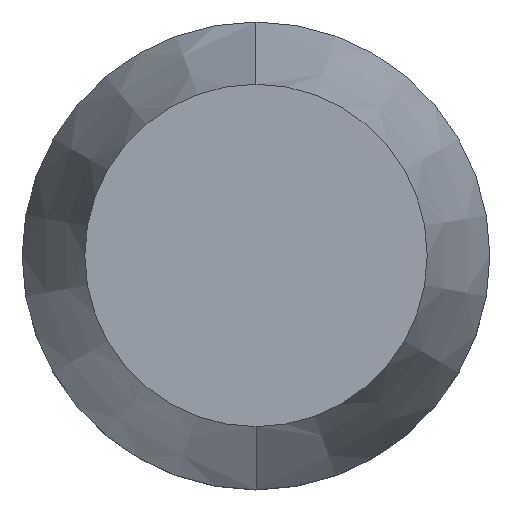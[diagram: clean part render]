
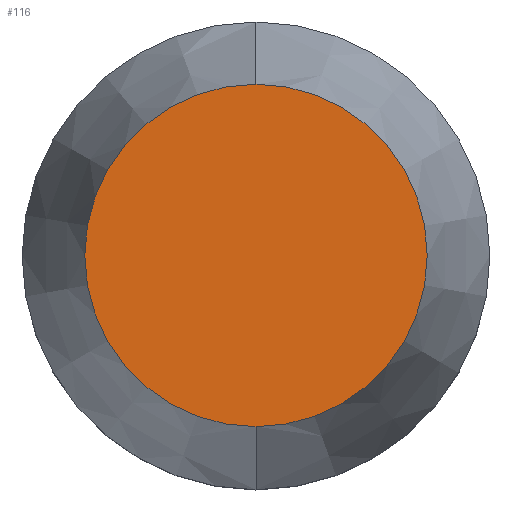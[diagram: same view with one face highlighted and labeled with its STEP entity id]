
A CAD part, top view. The second image highlights one B-rep face of the part: STEP entity #116.
In plain terms, the highlighted planar face has unit normal (0, 0, 1).
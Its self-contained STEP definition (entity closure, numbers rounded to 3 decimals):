
#68=EDGE_CURVE('',#146,#126,#172,.T.);
#106=EDGE_CURVE('',#126,#146,#216,.T.);
#116=ADVANCED_FACE('',(#227),#228,.T.);
#126=VERTEX_POINT('',#240);
#146=VERTEX_POINT('',#261);
#172=CIRCLE('',#279,5.856);
#216=CIRCLE('',#339,5.856);
#227=FACE_OUTER_BOUND('',#351,.T.);
#228=PLANE('',#352);
#240=CARTESIAN_POINT('',(0.,-5.856,13.0));
#261=CARTESIAN_POINT('',(0.,5.856,13.0));
#279=AXIS2_PLACEMENT_3D('',#405,#406,#407);
#339=AXIS2_PLACEMENT_3D('',#476,#477,#478);
#351=EDGE_LOOP('',(#491,#492));
#352=AXIS2_PLACEMENT_3D('',#493,#494,#495);
#405=CARTESIAN_POINT('',(0.,0.,13.0));
#406=DIRECTION('',(0.0,0.0,1.0));
#407=DIRECTION('',(0.,-1.0,0.0));
#476=CARTESIAN_POINT('',(0.,0.,13.0));
#477=DIRECTION('',(0.0,0.0,1.0));
#478=DIRECTION('',(0.,-1.0,0.0));
#491=ORIENTED_EDGE('',*,*,#106,.T.);
#492=ORIENTED_EDGE('',*,*,#68,.T.);
#493=CARTESIAN_POINT('',(0.,-2.928,13.0));
#494=DIRECTION('',(0.0,0.0,1.0));
#495=DIRECTION('',(0.,-1.0,0.0));
